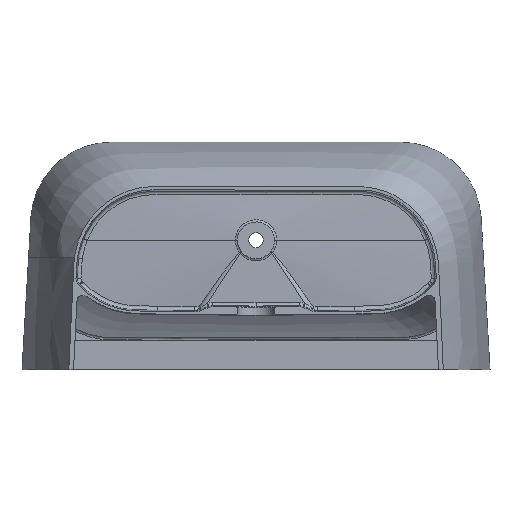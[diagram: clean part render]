
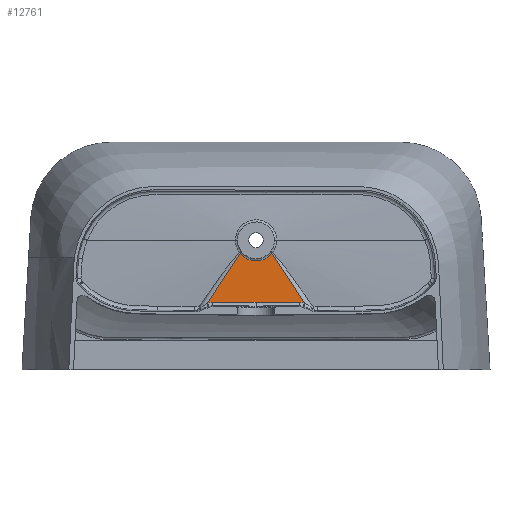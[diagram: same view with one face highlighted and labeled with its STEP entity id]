
A CAD part, front view. The second image highlights one B-rep face of the part: STEP entity #12761.
In plain terms, the highlighted planar face has unit normal (0, -1, 0).
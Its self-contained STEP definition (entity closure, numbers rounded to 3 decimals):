
#195 = CARTESIAN_POINT ( 'NONE',  ( 180.242, -481., -170.014 ) ) ;
#590 = CARTESIAN_POINT ( 'NONE',  ( 170.746, -481., -167.637 ) ) ;
#690 = AXIS2_PLACEMENT_3D ( 'NONE', #10829, #28678, #2978 ) ;
#811 = CARTESIAN_POINT ( 'NONE',  ( 0.013, -481., -167.962 ) ) ;
#2978 = DIRECTION ( 'NONE',  ( 0., 0., 1. ) ) ;
#3129 = CARTESIAN_POINT ( 'NONE',  ( 0., -481., 63.946 ) ) ;
#3214 = CARTESIAN_POINT ( 'NONE',  ( 53.665, -481., -167.962 ) ) ;
#3493 = EDGE_CURVE ( 'NONE', #13249, #10643, #16737, .T. ) ;
#4179 = ORIENTED_EDGE ( 'NONE', *, *, #31016, .T. ) ;
#4771 = VECTOR ( 'NONE', #29335, 1000. ) ;
#5612 = CARTESIAN_POINT ( 'NONE',  ( 180.242, -481., -170.014 ) ) ;
#5695 = CARTESIAN_POINT ( 'NONE',  ( -160.953, -481., -167.222 ) ) ;
#5963 = CARTESIAN_POINT ( 'NONE',  ( 19.287, -481., 76.537 ) ) ;
#6826 = CARTESIAN_POINT ( 'NONE',  ( -59.637, -481., 14.725 ) ) ;
#7529 = ORIENTED_EDGE ( 'NONE', *, *, #11109, .T. ) ;
#8563 = CARTESIAN_POINT ( 'NONE',  ( 107.316, -481., -167.708 ) ) ;
#9139 = CARTESIAN_POINT ( 'NONE',  ( 160.965, -481., -167.222 ) ) ;
#9890 = B_SPLINE_CURVE_WITH_KNOTS ( 'NONE', 3,
 ( #31388, #10474, #28550, #15917 ),
 .UNSPECIFIED., .F., .F.,
 ( 4, 4 ),
 ( 0., 0.161 ),
 .UNSPECIFIED. ) ;
#10474 = CARTESIAN_POINT ( 'NONE',  ( -107.299, -481., -167.708 ) ) ;
#10643 = VERTEX_POINT ( 'NONE', #14966 ) ;
#10828 = CARTESIAN_POINT ( 'NONE',  ( 164.25, -481., -167.193 ) ) ;
#10829 = CARTESIAN_POINT ( 'NONE',  ( 0., -481., 63.946 ) ) ;
#10975 = DIRECTION ( 'NONE',  ( 0., 1., 0. ) ) ;
#11109 = EDGE_CURVE ( 'NONE', #19159, #25754, #26075, .T. ) ;
#11153 = CARTESIAN_POINT ( 'NONE',  ( -19.288, -481., 76.537 ) ) ;
#12050 = CARTESIAN_POINT ( 'NONE',  ( 160.965, -481., -167.222 ) ) ;
#12761 = ADVANCED_FACE ( 'NONE', ( #20070 ), #26089, .F. ) ;
#13249 = VERTEX_POINT ( 'NONE', #25488 ) ;
#13284 = CARTESIAN_POINT ( 'NONE',  ( -180.231, -481., -170.014 ) ) ;
#13642 = EDGE_CURVE ( 'NONE', #29112, #32882, #13950, .T. ) ;
#13950 = CIRCLE ( 'NONE', #31059, 77.326 ) ;
#14966 = CARTESIAN_POINT ( 'NONE',  ( -160.953, -481., -167.222 ) ) ;
#15218 = EDGE_CURVE ( 'NONE', #17444, #19159, #31942, .T. ) ;
#15902 = CARTESIAN_POINT ( 'NONE',  ( -164.237, -481., -167.193 ) ) ;
#15917 = CARTESIAN_POINT ( 'NONE',  ( 0.013, -481., -167.962 ) ) ;
#16737 = B_SPLINE_CURVE_WITH_KNOTS ( 'NONE', 3,
 ( #13284, #21214, #31373, #15902, #5695 ),
 .UNSPECIFIED., .F., .F.,
 ( 4, 1, 4 ),
 ( 0., 0.01, 0.019 ),
 .UNSPECIFIED. ) ;
#17444 = VERTEX_POINT ( 'NONE', #25373 ) ;
#17879 = ORIENTED_EDGE ( 'NONE', *, *, #3493, .T. ) ;
#19102 = DIRECTION ( 'NONE',  ( -0.547, 0., 0.837 ) ) ;
#19159 = VERTEX_POINT ( 'NONE', #12050 ) ;
#19301 = ORIENTED_EDGE ( 'NONE', *, *, #13642, .T. ) ;
#20070 = FACE_OUTER_BOUND ( 'NONE', #26371, .T. ) ;
#20362 = ORIENTED_EDGE ( 'NONE', *, *, #26033, .T. ) ;
#21214 = CARTESIAN_POINT ( 'NONE',  ( -177.09, -481., -169.054 ) ) ;
#21279 = EDGE_CURVE ( 'NONE', #10643, #17444, #9890, .T. ) ;
#23932 = CARTESIAN_POINT ( 'NONE',  ( 177.101, -481., -169.054 ) ) ;
#24187 = DIRECTION ( 'NONE',  ( 0., 0., 1. ) ) ;
#24764 = CARTESIAN_POINT ( 'NONE',  ( 59.638, -481., 14.727 ) ) ;
#25373 = CARTESIAN_POINT ( 'NONE',  ( 0.013, -481., -167.962 ) ) ;
#25488 = CARTESIAN_POINT ( 'NONE',  ( -180.231, -481., -170.014 ) ) ;
#25754 = VERTEX_POINT ( 'NONE', #195 ) ;
#26033 = EDGE_CURVE ( 'NONE', #25754, #29112, #31673, .T. ) ;
#26075 = B_SPLINE_CURVE_WITH_KNOTS ( 'NONE', 3,
 ( #29228, #10828, #590, #23932, #5612 ),
 .UNSPECIFIED., .F., .F.,
 ( 4, 1, 4 ),
 ( 0., 0.01, 0.019 ),
 .UNSPECIFIED. ) ;
#26089 = PLANE ( 'NONE',  #690 ) ;
#26371 = EDGE_LOOP ( 'NONE', ( #20362, #19301, #4179, #17879, #31726, #29235, #7529 ) ) ;
#28024 = VECTOR ( 'NONE', #19102, 1000. ) ;
#28550 = CARTESIAN_POINT ( 'NONE',  ( -53.643, -481., -167.962 ) ) ;
#28678 = DIRECTION ( 'NONE',  ( 0., 1., 0. ) ) ;
#29112 = VERTEX_POINT ( 'NONE', #24764 ) ;
#29228 = CARTESIAN_POINT ( 'NONE',  ( 160.965, -481., -167.222 ) ) ;
#29235 = ORIENTED_EDGE ( 'NONE', *, *, #15218, .T. ) ;
#29335 = DIRECTION ( 'NONE',  ( -0.547, 0., -0.837 ) ) ;
#31016 = EDGE_CURVE ( 'NONE', #32882, #13249, #33108, .T. ) ;
#31059 = AXIS2_PLACEMENT_3D ( 'NONE', #3129, #10975, #24187 ) ;
#31373 = CARTESIAN_POINT ( 'NONE',  ( -170.734, -481., -167.637 ) ) ;
#31388 = CARTESIAN_POINT ( 'NONE',  ( -160.953, -481., -167.222 ) ) ;
#31673 = LINE ( 'NONE', #5963, #28024 ) ;
#31726 = ORIENTED_EDGE ( 'NONE', *, *, #21279, .T. ) ;
#31942 = B_SPLINE_CURVE_WITH_KNOTS ( 'NONE', 3,
 ( #811, #3214, #8563, #9139 ),
 .UNSPECIFIED., .F., .F.,
 ( 4, 4 ),
 ( 0., 0.161 ),
 .UNSPECIFIED. ) ;
#32882 = VERTEX_POINT ( 'NONE', #6826 ) ;
#33108 = LINE ( 'NONE', #11153, #4771 ) ;
